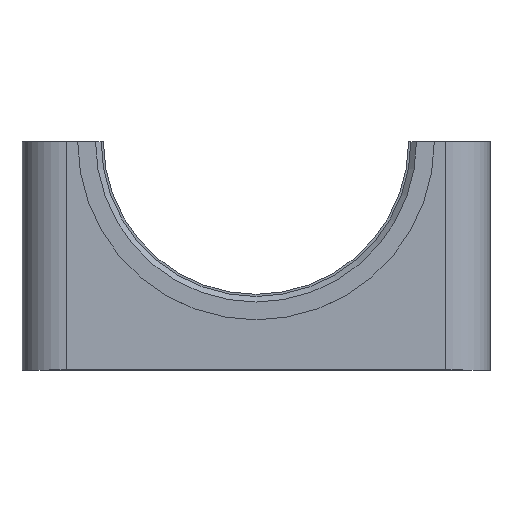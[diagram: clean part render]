
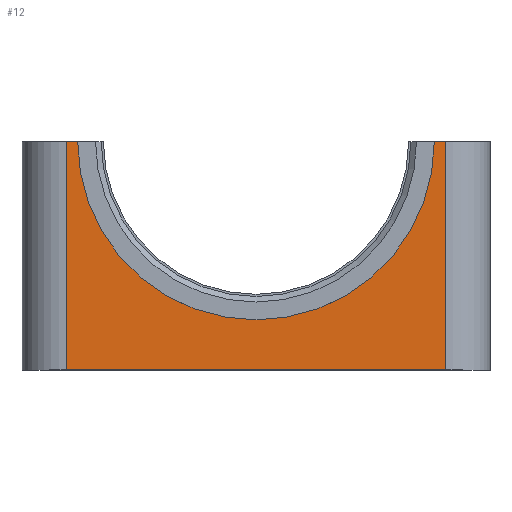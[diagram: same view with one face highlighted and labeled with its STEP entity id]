
A CAD part, top view. The second image highlights one B-rep face of the part: STEP entity #12.
In plain terms, the highlighted planar face has unit normal (0, 0, 1).
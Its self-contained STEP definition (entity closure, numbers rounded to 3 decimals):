
#7 = LINE ( 'NONE', #1032, #657 ) ;
#8 = DIRECTION ( 'NONE',  ( 0., 0., -1. ) ) ;
#12 = ADVANCED_FACE ( 'NONE', ( #1134 ), #412, .F. ) ;
#33 = LINE ( 'NONE', #1797, #300 ) ;
#139 = VECTOR ( 'NONE', #1740, 1000. ) ;
#147 = CARTESIAN_POINT ( 'NONE',  ( 170., 205., 115. ) ) ;
#163 = LINE ( 'NONE', #789, #1807 ) ;
#234 = CARTESIAN_POINT ( 'NONE',  ( 160., 205., 115. ) ) ;
#269 = DIRECTION ( 'NONE',  ( 0., -1., 0. ) ) ;
#300 = VECTOR ( 'NONE', #704, 1000. ) ;
#348 = VECTOR ( 'NONE', #1167, 1000. ) ;
#394 = AXIS2_PLACEMENT_3D ( 'NONE', #1763, #447, #1269 ) ;
#412 = PLANE ( 'NONE',  #693 ) ;
#415 = EDGE_CURVE ( 'NONE', #1616, #1096, #1621, .T. ) ;
#422 = ORIENTED_EDGE ( 'NONE', *, *, #1723, .F. ) ;
#424 = VERTEX_POINT ( 'NONE', #1506 ) ;
#447 = DIRECTION ( 'NONE',  ( 0., 0., 1. ) ) ;
#473 = EDGE_CURVE ( 'NONE', #777, #1334, #163, .T. ) ;
#479 = CARTESIAN_POINT ( 'NONE',  ( -170., 0., 115. ) ) ;
#480 = ORIENTED_EDGE ( 'NONE', *, *, #473, .F. ) ;
#484 = LINE ( 'NONE', #904, #348 ) ;
#495 = CARTESIAN_POINT ( 'NONE',  ( -170., 205., 115. ) ) ;
#507 = CARTESIAN_POINT ( 'NONE',  ( -170., 0., 115. ) ) ;
#601 = DIRECTION ( 'NONE',  ( -1., 0., 0. ) ) ;
#657 = VECTOR ( 'NONE', #269, 1000. ) ;
#664 = CARTESIAN_POINT ( 'NONE',  ( 170., 0., 115. ) ) ;
#692 = EDGE_CURVE ( 'NONE', #929, #1616, #7, .T. ) ;
#693 = AXIS2_PLACEMENT_3D ( 'NONE', #495, #8, #601 ) ;
#704 = DIRECTION ( 'NONE',  ( 1., 0., 0. ) ) ;
#773 = CIRCLE ( 'NONE', #394, 160. ) ;
#777 = VERTEX_POINT ( 'NONE', #234 ) ;
#780 = ORIENTED_EDGE ( 'NONE', *, *, #692, .T. ) ;
#789 = CARTESIAN_POINT ( 'NONE',  ( -170., 205., 115. ) ) ;
#904 = CARTESIAN_POINT ( 'NONE',  ( 170., 205., 115. ) ) ;
#929 = VERTEX_POINT ( 'NONE', #1548 ) ;
#1032 = CARTESIAN_POINT ( 'NONE',  ( -170., 205., 115. ) ) ;
#1096 = VERTEX_POINT ( 'NONE', #664 ) ;
#1134 = FACE_OUTER_BOUND ( 'NONE', #1526, .T. ) ;
#1167 = DIRECTION ( 'NONE',  ( 0., -1., 0. ) ) ;
#1194 = ORIENTED_EDGE ( 'NONE', *, *, #415, .T. ) ;
#1269 = DIRECTION ( 'NONE',  ( -1., 0., 0. ) ) ;
#1334 = VERTEX_POINT ( 'NONE', #147 ) ;
#1468 = ORIENTED_EDGE ( 'NONE', *, *, #1520, .F. ) ;
#1480 = DIRECTION ( 'NONE',  ( 1., 0., 0. ) ) ;
#1506 = CARTESIAN_POINT ( 'NONE',  ( -160., 205., 115. ) ) ;
#1520 = EDGE_CURVE ( 'NONE', #424, #777, #773, .T. ) ;
#1526 = EDGE_LOOP ( 'NONE', ( #1468, #1697, #780, #1194, #422, #480 ) ) ;
#1548 = CARTESIAN_POINT ( 'NONE',  ( -170., 205., 115. ) ) ;
#1616 = VERTEX_POINT ( 'NONE', #479 ) ;
#1621 = LINE ( 'NONE', #507, #139 ) ;
#1697 = ORIENTED_EDGE ( 'NONE', *, *, #1780, .F. ) ;
#1723 = EDGE_CURVE ( 'NONE', #1334, #1096, #484, .T. ) ;
#1740 = DIRECTION ( 'NONE',  ( 1., 0., 0. ) ) ;
#1763 = CARTESIAN_POINT ( 'NONE',  ( 0., 205., 115. ) ) ;
#1780 = EDGE_CURVE ( 'NONE', #929, #424, #33, .T. ) ;
#1797 = CARTESIAN_POINT ( 'NONE',  ( -170., 205., 115. ) ) ;
#1807 = VECTOR ( 'NONE', #1480, 1000. ) ;
